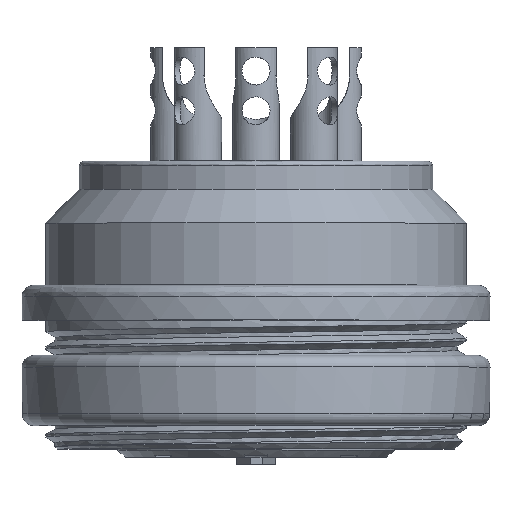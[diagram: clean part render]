
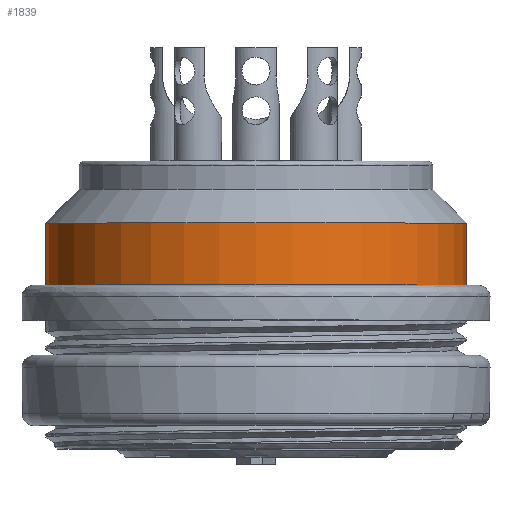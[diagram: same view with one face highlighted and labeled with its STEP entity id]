
A CAD part, top view. The second image highlights one B-rep face of the part: STEP entity #1839.
In plain terms, the highlighted cylindrical face has radius 9 mm (diameter 18 mm), a full revolution.
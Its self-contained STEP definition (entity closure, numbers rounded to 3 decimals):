
#1418=FACE_BOUND('',#2491,.T.);
#1419=FACE_BOUND('',#2492,.T.);
#1538=CYLINDRICAL_SURFACE('',#6578,9.);
#1839=ADVANCED_FACE('',(#1418,#1419),#1538,.T.);
#2491=EDGE_LOOP('',(#3149));
#2492=EDGE_LOOP('',(#3150));
#2815=CIRCLE('',#6575,9.);
#2816=CIRCLE('',#6577,9.);
#3149=ORIENTED_EDGE('',*,*,#5096,.T.);
#3150=ORIENTED_EDGE('',*,*,#5097,.F.);
#4543=VERTEX_POINT('',#10108);
#4544=VERTEX_POINT('',#10111);
#5096=EDGE_CURVE('',#4543,#4543,#2815,.T.);
#5097=EDGE_CURVE('',#4544,#4544,#2816,.T.);
#6575=AXIS2_PLACEMENT_3D('',#10107,#7106,#7107);
#6577=AXIS2_PLACEMENT_3D('',#10110,#7110,#7111);
#6578=AXIS2_PLACEMENT_3D('',#10112,#7112,#7113);
#7106=DIRECTION('',(0.,-1.,0.));
#7107=DIRECTION('',(0.,0.,-1.));
#7110=DIRECTION('',(0.,-1.,0.));
#7111=DIRECTION('',(0.,0.,-1.));
#7112=DIRECTION('',(0.,1.,0.));
#7113=DIRECTION('',(0.,0.,-1.));
#10107=CARTESIAN_POINT('',(0.,9.65,0.));
#10108=CARTESIAN_POINT('',(0.,9.65,-9.));
#10110=CARTESIAN_POINT('',(0.,7.,0.));
#10111=CARTESIAN_POINT('',(0.,7.,-9.));
#10112=CARTESIAN_POINT('',(0.,7.,0.));
